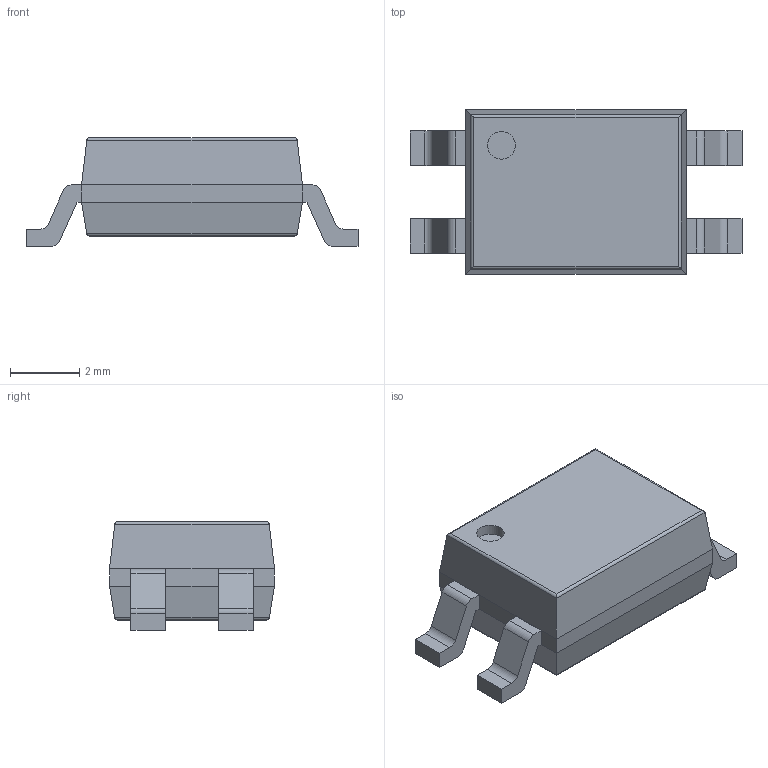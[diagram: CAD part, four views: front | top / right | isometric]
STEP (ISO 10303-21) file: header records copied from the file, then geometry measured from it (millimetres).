
FILE_DESCRIPTION(('3D model data'),'2;1') ;
FILE_NAME('AQY212EHAZ.step','2024-01-01T00:00:00',(''),(''),'EsoCore Library','Unspecified','') ;
FILE_SCHEMA(('AUTOMOTIVE_DESIGN')) ;
Length unit declared in the file: millimetre
Products named in the file (3): ASSEMBLY; Body; PinsArrayLR
Assembly tree (2 placements, depth 2):
  ASSEMBLY
    Body
    PinsArrayLR
Bounding box: 9.62 x 4.78 x 3.15 mm (x, y, z)
Volume: 87.7 mm3; surface area: 149.5 mm2
Topology: 5 solids, 5 shells, 76 faces, 179 edges, 114 vertices
Faces by surface type: plane 55, cylinder 21
Full cylindrical faces by diameter (mm): 0.8 x1
Entity records: 2216 total; most frequent: CARTESIAN_POINT 370, DIRECTION 367, ORIENTED_EDGE 358, EDGE_CURVE 179, LINE 145, VECTOR 145, VERTEX_POINT 114, AXIS2_PLACEMENT_3D 111
